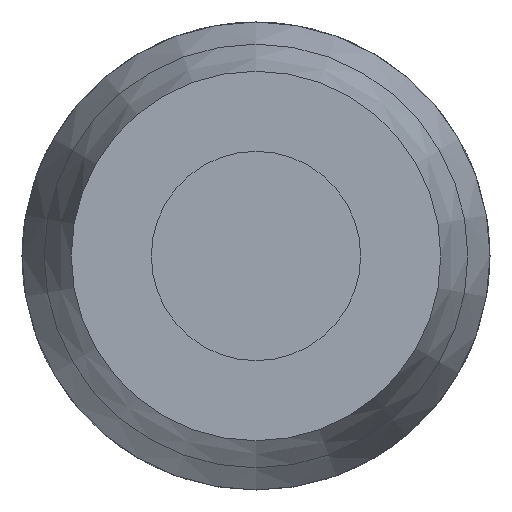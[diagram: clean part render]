
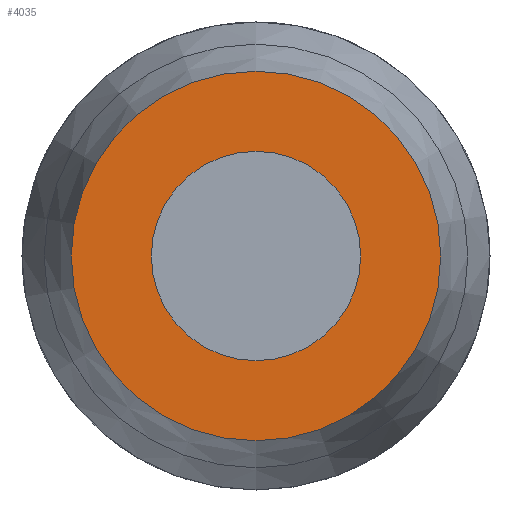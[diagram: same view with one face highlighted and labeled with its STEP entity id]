
A CAD part, front view. The second image highlights one B-rep face of the part: STEP entity #4035.
In plain terms, the highlighted planar face has unit normal (0, -1, 0).
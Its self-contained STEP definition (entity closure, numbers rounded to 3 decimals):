
#143 = DIRECTION ( 'NONE',  ( 0., 0., 1. ) ) ;
#184 = AXIS2_PLACEMENT_3D ( 'NONE', #2871, #724, #3227 ) ;
#199 = FACE_BOUND ( 'NONE', #4504, .T. ) ;
#222 = DIRECTION ( 'NONE',  ( 0., -1., 0. ) ) ;
#724 = DIRECTION ( 'NONE',  ( 0., -1., 0. ) ) ;
#791 = CIRCLE ( 'NONE', #184, 4.25 ) ;
#894 = VERTEX_POINT ( 'NONE', #1920 ) ;
#1150 = CIRCLE ( 'NONE', #4182, 7.5 ) ;
#1920 = CARTESIAN_POINT ( 'NONE',  ( 0., -43., 7.5 ) ) ;
#2012 = EDGE_CURVE ( 'NONE', #2912, #2912, #791, .T. ) ;
#2113 = FACE_OUTER_BOUND ( 'NONE', #4238, .T. ) ;
#2290 = DIRECTION ( 'NONE',  ( 0., 1., 0. ) ) ;
#2337 = AXIS2_PLACEMENT_3D ( 'NONE', #4533, #222, #2735 ) ;
#2667 = EDGE_CURVE ( 'NONE', #894, #894, #1150, .T. ) ;
#2735 = DIRECTION ( 'NONE',  ( 0., 0., -1. ) ) ;
#2811 = ORIENTED_EDGE ( 'NONE', *, *, #2012, .F. ) ;
#2871 = CARTESIAN_POINT ( 'NONE',  ( 0., -43., 0. ) ) ;
#2912 = VERTEX_POINT ( 'NONE', #2988 ) ;
#2988 = CARTESIAN_POINT ( 'NONE',  ( 0., -43., -4.25 ) ) ;
#3227 = DIRECTION ( 'NONE',  ( 0., 0., -1. ) ) ;
#3416 = ORIENTED_EDGE ( 'NONE', *, *, #2667, .F. ) ;
#3452 = PLANE ( 'NONE',  #2337 ) ;
#4035 = ADVANCED_FACE ( 'NONE', ( #2113, #199 ), #3452, .T. ) ;
#4182 = AXIS2_PLACEMENT_3D ( 'NONE', #4463, #2290, #143 ) ;
#4238 = EDGE_LOOP ( 'NONE', ( #3416 ) ) ;
#4463 = CARTESIAN_POINT ( 'NONE',  ( 0., -43., 0. ) ) ;
#4504 = EDGE_LOOP ( 'NONE', ( #2811 ) ) ;
#4533 = CARTESIAN_POINT ( 'NONE',  ( 0., -43., 0. ) ) ;
